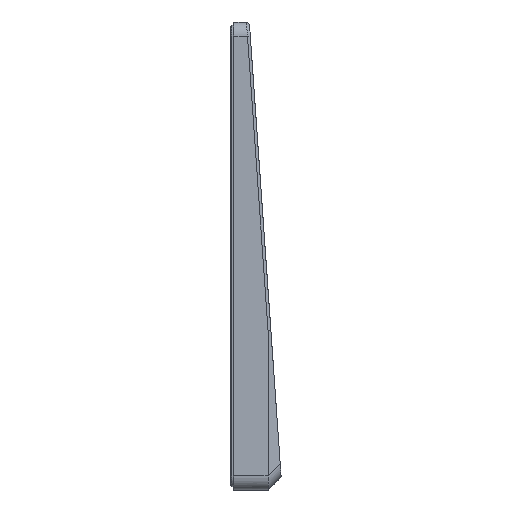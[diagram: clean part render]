
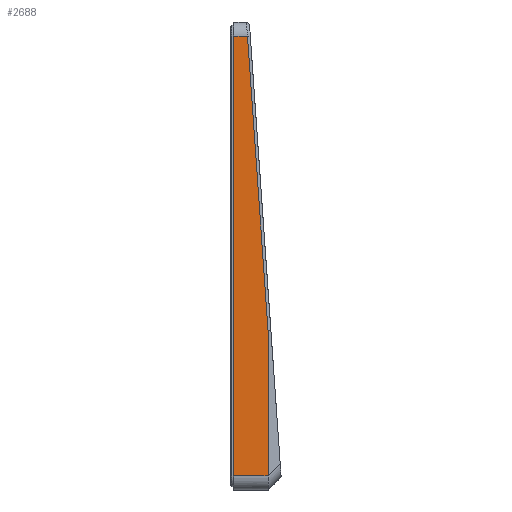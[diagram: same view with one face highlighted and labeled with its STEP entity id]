
A CAD part, left-side view. The second image highlights one B-rep face of the part: STEP entity #2688.
In plain terms, the highlighted planar face has unit normal (-1, 0, 0).
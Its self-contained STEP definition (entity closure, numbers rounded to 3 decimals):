
#99=B_SPLINE_CURVE_WITH_KNOTS('',3,(#4295,#4296,#4297,#4298),
 .UNSPECIFIED.,.F.,.F.,(4,4),(1.557,1.571),
 .UNSPECIFIED.);
#114=PLANE('',#2882);
#211=LINE('',#4154,#433);
#222=LINE('',#4305,#444);
#223=LINE('',#4307,#445);
#224=LINE('',#4309,#446);
#225=LINE('',#4310,#447);
#433=VECTOR('',#3254,10.);
#444=VECTOR('',#3271,1.);
#445=VECTOR('',#3272,1.);
#446=VECTOR('',#3273,1.);
#447=VECTOR('',#3274,1.);
#707=FACE_OUTER_BOUND('',#872,.T.);
#872=EDGE_LOOP('',(#1938,#1939,#1940,#1941,#1942,#1943));
#1218=VERTEX_POINT('',#4147);
#1221=VERTEX_POINT('',#4152);
#1228=VERTEX_POINT('',#4231);
#1234=VERTEX_POINT('',#4304);
#1235=VERTEX_POINT('',#4306);
#1236=VERTEX_POINT('',#4308);
#1489=EDGE_CURVE('',#1221,#1218,#211,.T.);
#1506=EDGE_CURVE('',#1228,#1221,#99,.T.);
#1508=EDGE_CURVE('',#1234,#1228,#222,.T.);
#1509=EDGE_CURVE('',#1235,#1234,#223,.T.);
#1510=EDGE_CURVE('',#1236,#1235,#224,.T.);
#1511=EDGE_CURVE('',#1218,#1236,#225,.T.);
#1938=ORIENTED_EDGE('',*,*,#1489,.F.);
#1939=ORIENTED_EDGE('',*,*,#1506,.F.);
#1940=ORIENTED_EDGE('',*,*,#1508,.F.);
#1941=ORIENTED_EDGE('',*,*,#1509,.F.);
#1942=ORIENTED_EDGE('',*,*,#1510,.F.);
#1943=ORIENTED_EDGE('',*,*,#1511,.F.);
#2688=ADVANCED_FACE('',(#707),#114,.F.);
#2882=AXIS2_PLACEMENT_3D('',#4303,#3269,#3270);
#3254=DIRECTION('',(0.,-0.07,-0.998));
#3269=DIRECTION('center_axis',(1.,0.,0.));
#3270=DIRECTION('ref_axis',(0.,-1.,0.));
#3271=DIRECTION('',(0.,-1.,0.));
#3272=DIRECTION('',(0.,0.,1.));
#3273=DIRECTION('',(0.,1.,0.));
#3274=DIRECTION('',(0.,0.,-1.));
#4147=CARTESIAN_POINT('',(-202.5,-6.599,-108.711));
#4152=CARTESIAN_POINT('',(-202.5,0.648,-5.07));
#4154=CARTESIAN_POINT('',(-202.5,-4.922,-84.721));
#4231=CARTESIAN_POINT('',(-202.5,0.653,-5.));
#4295=CARTESIAN_POINT('Ctrl Pts',(-202.5,0.653,-5.));
#4296=CARTESIAN_POINT('Ctrl Pts',(-202.5,0.651,-5.023));
#4297=CARTESIAN_POINT('Ctrl Pts',(-202.5,0.65,-5.047));
#4298=CARTESIAN_POINT('Ctrl Pts',(-202.5,0.648,-5.07));
#4303=CARTESIAN_POINT('Origin',(-202.5,-1.717,-86.774));
#4304=CARTESIAN_POINT('',(-202.5,5.5,-5.));
#4305=CARTESIAN_POINT('',(-202.5,0.767,-5.));
#4306=CARTESIAN_POINT('',(-202.5,5.5,-160.));
#4307=CARTESIAN_POINT('',(-202.5,5.5,-84.637));
#4308=CARTESIAN_POINT('',(-202.5,-6.599,-160.));
#4309=CARTESIAN_POINT('',(-202.5,-3.933,-160.));
#4310=CARTESIAN_POINT('',(-202.5,-6.599,94.99));
